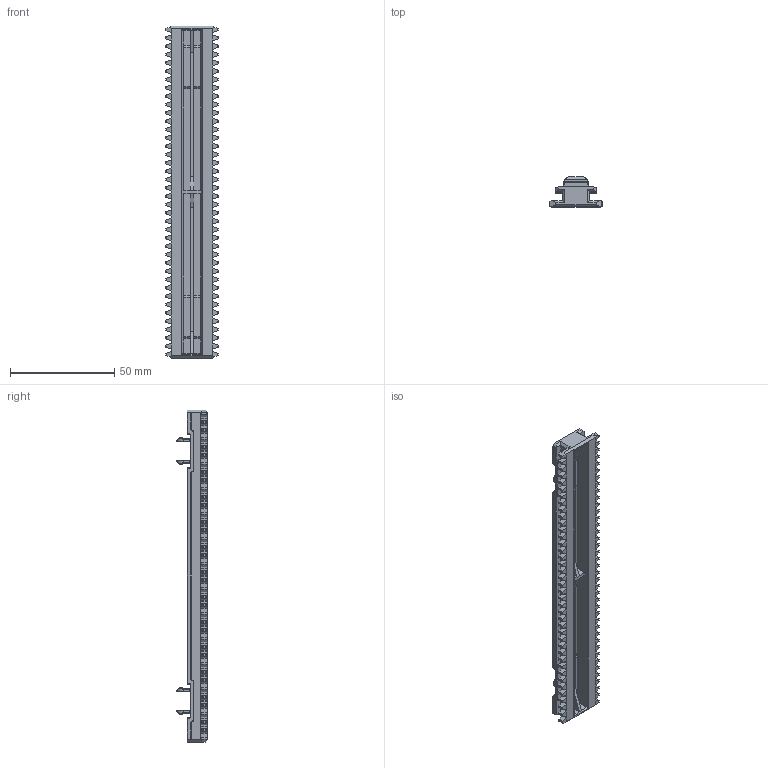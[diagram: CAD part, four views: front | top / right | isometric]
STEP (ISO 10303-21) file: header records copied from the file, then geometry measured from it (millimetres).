
FILE_DESCRIPTION (( 'STEP AP203' ), '1' );
FILE_NAME ('10-00179c.step', '2014-05-12T20:53:50', ( 'Nicholas Morozovsky' ), ( '' ), 'SwSTEP 2.0', 'SolidWorks 2012', '' );
FILE_SCHEMA (( 'CONFIG_CONTROL_DESIGN' ));
Length unit declared in the file: millimetre
Products named in the file (1): 10-00179c
Bounding box: 25 x 14.5 x 159.4 mm (x, y, z)
Volume: 16547.8 mm3; surface area: 17066.6 mm2
Topology: 1 solids, 1 shells, 1149 faces, 2950 edges, 1784 vertices
Faces by surface type: plane 593, cylinder 452, torus 64, bspline 32, sphere 8
Entity records: 34281 total; most frequent: CARTESIAN_POINT 8872, ORIENTED_EDGE 5852, DIRECTION 4702, EDGE_CURVE 2926, LINE 1858, VECTOR 1858, VERTEX_POINT 1784, AXIS2_PLACEMENT_3D 1422
